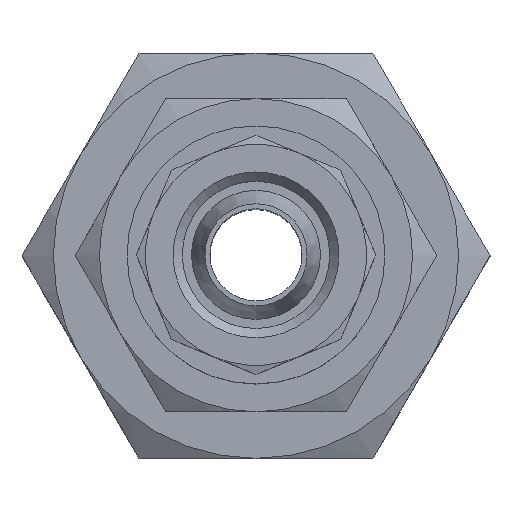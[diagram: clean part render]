
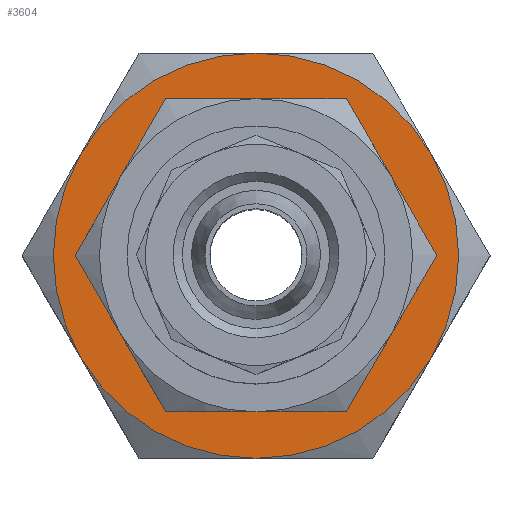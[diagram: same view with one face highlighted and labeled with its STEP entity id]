
A CAD part, top view. The second image highlights one B-rep face of the part: STEP entity #3604.
In plain terms, the highlighted face is planar.
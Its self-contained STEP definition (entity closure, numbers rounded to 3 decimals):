
#1761=ORIENTED_EDGE('',*,*,#2214,.T.);
#1762=ORIENTED_EDGE('',*,*,#2215,.T.);
#1763=ORIENTED_EDGE('',*,*,#2216,.T.);
#1764=ORIENTED_EDGE('',*,*,#2217,.T.);
#1765=ORIENTED_EDGE('',*,*,#2212,.T.);
#1766=ORIENTED_EDGE('',*,*,#2218,.F.);
#1767=ORIENTED_EDGE('',*,*,#2219,.T.);
#2042=CIRCLE('',#3378,11.);
#2043=CIRCLE('',#3381,11.);
#2044=CIRCLE('',#3382,11.);
#2045=CIRCLE('',#3383,11.);
#2046=CIRCLE('',#3384,11.);
#2047=CIRCLE('',#3385,11.);
#2048=CIRCLE('',#3386,6.);
#2104=VERTEX_POINT('',#3042);
#2107=VERTEX_POINT('',#3051);
#2109=VERTEX_POINT('',#3058);
#2110=VERTEX_POINT('',#3062);
#2111=VERTEX_POINT('',#3063);
#2112=VERTEX_POINT('',#3065);
#2113=VERTEX_POINT('',#3070);
#2212=EDGE_CURVE('',#2107,#2109,#2042,.T.);
#2214=EDGE_CURVE('',#2110,#2111,#2043,.T.);
#2215=EDGE_CURVE('',#2111,#2112,#2044,.T.);
#2216=EDGE_CURVE('',#2112,#2104,#2045,.T.);
#2217=EDGE_CURVE('',#2104,#2107,#2046,.T.);
#2218=EDGE_CURVE('',#2110,#2109,#2047,.T.);
#2219=EDGE_CURVE('',#2113,#2113,#2048,.T.);
#2351=EDGE_LOOP('',(#1761,#1762,#1763,#1764,#1765,#1766));
#2352=EDGE_LOOP('',(#1767));
#2463=FACE_BOUND('',#2351,.T.);
#2464=FACE_BOUND('',#2352,.T.);
#2615=DIRECTION('',(0.,1.,0.));
#2616=DIRECTION('',(0.,0.,-11.));
#2619=DIRECTION('',(0.,1.,0.));
#2620=DIRECTION('',(1.,0.,0.));
#2621=DIRECTION('',(0.,1.,0.));
#2622=DIRECTION('',(0.,0.,-11.));
#2623=DIRECTION('',(0.,1.,0.));
#2624=DIRECTION('',(0.,0.,-11.));
#2625=DIRECTION('',(0.,1.,0.));
#2626=DIRECTION('',(0.,0.,-11.));
#2627=DIRECTION('',(0.,1.,0.));
#2628=DIRECTION('',(0.,0.,-11.));
#2629=DIRECTION('',(0.,-1.,0.));
#2630=DIRECTION('',(0.,0.,11.));
#2631=DIRECTION('',(0.,-1.,0.));
#2632=DIRECTION('',(0.,0.,6.));
#3042=CARTESIAN_POINT('',(25.568,33.467,-11.));
#3051=CARTESIAN_POINT('',(16.042,33.467,-5.5));
#3058=CARTESIAN_POINT('',(16.042,33.467,5.5));
#3059=CARTESIAN_POINT('',(25.568,33.467,0.));
#3061=CARTESIAN_POINT('',(25.568,33.467,11.));
#3062=CARTESIAN_POINT('',(25.568,33.467,11.));
#3063=CARTESIAN_POINT('',(35.094,33.467,5.5));
#3064=CARTESIAN_POINT('',(25.568,33.467,0.));
#3065=CARTESIAN_POINT('',(35.094,33.467,-5.5));
#3066=CARTESIAN_POINT('',(25.568,33.467,0.));
#3067=CARTESIAN_POINT('',(25.568,33.467,0.));
#3068=CARTESIAN_POINT('',(25.568,33.467,0.));
#3069=CARTESIAN_POINT('',(25.568,33.467,0.));
#3070=CARTESIAN_POINT('',(25.568,33.467,6.));
#3071=CARTESIAN_POINT('',(25.568,33.467,0.));
#3378=AXIS2_PLACEMENT_3D('',#3059,#2615,#2616);
#3380=AXIS2_PLACEMENT_3D('',#3061,#2619,#2620);
#3381=AXIS2_PLACEMENT_3D('',#3064,#2621,#2622);
#3382=AXIS2_PLACEMENT_3D('',#3066,#2623,#2624);
#3383=AXIS2_PLACEMENT_3D('',#3067,#2625,#2626);
#3384=AXIS2_PLACEMENT_3D('',#3068,#2627,#2628);
#3385=AXIS2_PLACEMENT_3D('',#3069,#2629,#2630);
#3386=AXIS2_PLACEMENT_3D('',#3071,#2631,#2632);
#3570=PLANE('',#3380);
#3604=ADVANCED_FACE('',(#2463,#2464),#3570,.T.);
